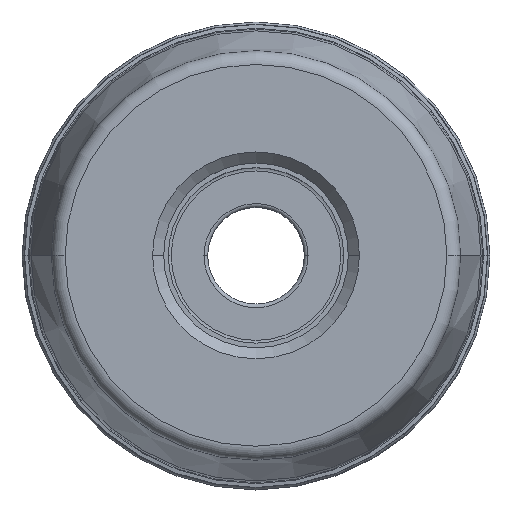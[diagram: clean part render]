
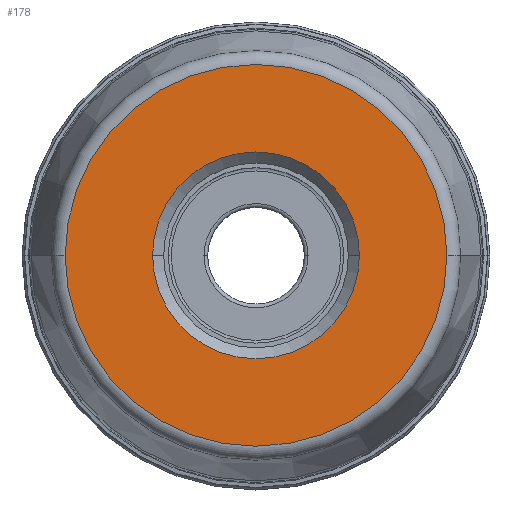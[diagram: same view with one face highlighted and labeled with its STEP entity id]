
A CAD part, top view. The second image highlights one B-rep face of the part: STEP entity #178.
In plain terms, the highlighted planar face has unit normal (0, 0, 1).
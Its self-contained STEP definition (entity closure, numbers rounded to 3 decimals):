
#28=PLANE('',#1710);
#34=FACE_BOUND('',#356,.T.);
#35=FACE_BOUND('',#357,.T.);
#178=ADVANCED_FACE('',(#34,#35),#28,.F.);
#356=EDGE_LOOP('',(#592,#593,#594,#595));
#357=EDGE_LOOP('',(#596,#597,#598,#599));
#592=ORIENTED_EDGE('',*,*,#1076,.F.);
#593=ORIENTED_EDGE('',*,*,#1075,.F.);
#594=ORIENTED_EDGE('',*,*,#1071,.F.);
#595=ORIENTED_EDGE('',*,*,#1070,.F.);
#596=ORIENTED_EDGE('',*,*,#1077,.F.);
#597=ORIENTED_EDGE('',*,*,#1078,.F.);
#598=ORIENTED_EDGE('',*,*,#1079,.F.);
#599=ORIENTED_EDGE('',*,*,#1080,.F.);
#892=VERTEX_POINT('',#3651);
#893=VERTEX_POINT('',#3653);
#894=VERTEX_POINT('',#3655);
#896=VERTEX_POINT('',#3662);
#897=VERTEX_POINT('',#3666);
#898=VERTEX_POINT('',#3667);
#899=VERTEX_POINT('',#3669);
#900=VERTEX_POINT('',#3671);
#1070=EDGE_CURVE('',#892,#893,#1302,.T.);
#1071=EDGE_CURVE('',#893,#894,#1303,.T.);
#1075=EDGE_CURVE('',#894,#896,#1307,.T.);
#1076=EDGE_CURVE('',#896,#892,#1308,.T.);
#1077=EDGE_CURVE('',#897,#898,#1309,.T.);
#1078=EDGE_CURVE('',#899,#897,#1310,.T.);
#1079=EDGE_CURVE('',#900,#899,#1311,.T.);
#1080=EDGE_CURVE('',#898,#900,#1312,.T.);
#1302=CIRCLE('',#1697,20.725);
#1303=CIRCLE('',#1698,20.725);
#1307=CIRCLE('',#1703,20.725);
#1308=CIRCLE('',#1704,20.725);
#1309=CIRCLE('',#1706,11.225);
#1310=CIRCLE('',#1707,11.225);
#1311=CIRCLE('',#1708,11.225);
#1312=CIRCLE('',#1709,11.225);
#1697=AXIS2_PLACEMENT_3D('',#3652,#2079,#2080);
#1698=AXIS2_PLACEMENT_3D('',#3654,#2081,#2082);
#1703=AXIS2_PLACEMENT_3D('',#3661,#2091,#2092);
#1704=AXIS2_PLACEMENT_3D('',#3663,#2093,#2094);
#1706=AXIS2_PLACEMENT_3D('',#3665,#2097,#2098);
#1707=AXIS2_PLACEMENT_3D('',#3668,#2099,#2100);
#1708=AXIS2_PLACEMENT_3D('',#3670,#2101,#2102);
#1709=AXIS2_PLACEMENT_3D('',#3672,#2103,#2104);
#1710=AXIS2_PLACEMENT_3D('',#3673,#2105,#2106);
#2079=DIRECTION('',(0.,0.,-1.));
#2080=DIRECTION('',(1.,0.,0.));
#2081=DIRECTION('',(0.,0.,-1.));
#2082=DIRECTION('',(1.,-0.001,0.));
#2091=DIRECTION('',(0.,0.,-1.));
#2092=DIRECTION('',(-1.,0.,0.));
#2093=DIRECTION('',(0.,0.,-1.));
#2094=DIRECTION('',(-1.,0.001,0.));
#2097=DIRECTION('',(0.,0.,1.));
#2098=DIRECTION('',(0.,-1.,0.));
#2099=DIRECTION('',(0.,0.,1.));
#2100=DIRECTION('',(-1.,0.,0.));
#2101=DIRECTION('',(0.,0.,1.));
#2102=DIRECTION('',(0.,1.,0.));
#2103=DIRECTION('',(0.,0.,1.));
#2104=DIRECTION('',(1.,0.,0.));
#2105=DIRECTION('',(0.,0.,-1.));
#2106=DIRECTION('',(-1.,0.,0.));
#3651=CARTESIAN_POINT('',(20.725,0.,0.));
#3652=CARTESIAN_POINT('',(0.,0.,0.));
#3653=CARTESIAN_POINT('',(20.725,-0.02,0.));
#3654=CARTESIAN_POINT('',(0.,0.,0.));
#3655=CARTESIAN_POINT('',(-20.725,0.,0.));
#3661=CARTESIAN_POINT('',(0.,0.,0.));
#3662=CARTESIAN_POINT('',(-20.725,0.02,0.));
#3663=CARTESIAN_POINT('',(0.,0.,0.));
#3665=CARTESIAN_POINT('',(0.,0.,0.));
#3666=CARTESIAN_POINT('',(0.,-11.225,0.));
#3667=CARTESIAN_POINT('',(11.225,0.,0.));
#3668=CARTESIAN_POINT('',(0.,0.,0.));
#3669=CARTESIAN_POINT('',(-11.225,0.,0.));
#3670=CARTESIAN_POINT('',(0.,0.,0.));
#3671=CARTESIAN_POINT('',(0.,11.225,0.));
#3672=CARTESIAN_POINT('',(0.,0.,0.));
#3673=CARTESIAN_POINT('',(0.,0.,0.));
